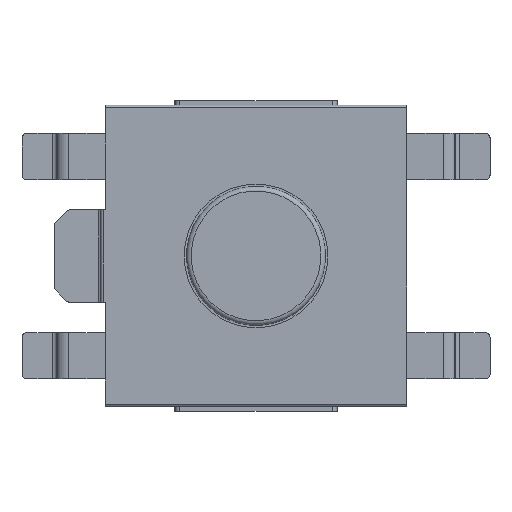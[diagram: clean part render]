
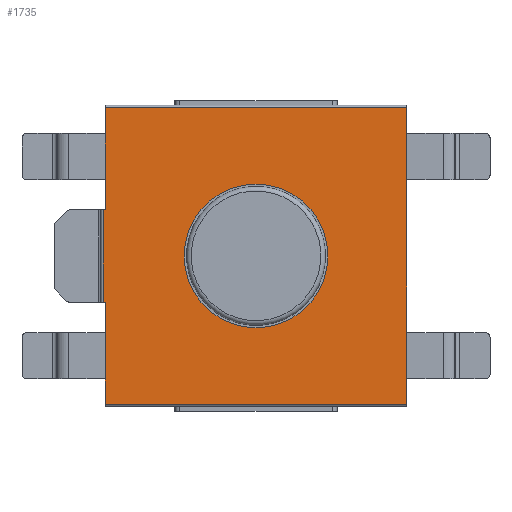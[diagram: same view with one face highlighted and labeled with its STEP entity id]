
A CAD part, top view. The second image highlights one B-rep face of the part: STEP entity #1735.
In plain terms, the highlighted planar face has unit normal (0, 0, 1).
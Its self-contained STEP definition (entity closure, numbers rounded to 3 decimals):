
#109=CIRCLE('',#1903,1.55);
#250=ORIENTED_EDGE('',*,*,#741,.T.);
#251=ORIENTED_EDGE('',*,*,#742,.F.);
#252=ORIENTED_EDGE('',*,*,#743,.T.);
#253=ORIENTED_EDGE('',*,*,#744,.T.);
#254=ORIENTED_EDGE('',*,*,#663,.T.);
#255=ORIENTED_EDGE('',*,*,#745,.T.);
#256=ORIENTED_EDGE('',*,*,#738,.T.);
#257=ORIENTED_EDGE('',*,*,#746,.T.);
#258=ORIENTED_EDGE('',*,*,#672,.T.);
#663=EDGE_CURVE('',#915,#916,#1084,.T.);
#672=EDGE_CURVE('',#925,#924,#1092,.T.);
#738=EDGE_CURVE('',#983,#982,#1139,.T.);
#741=EDGE_CURVE('',#984,#984,#109,.T.);
#742=EDGE_CURVE('',#985,#924,#1141,.T.);
#743=EDGE_CURVE('',#985,#986,#1142,.T.);
#744=EDGE_CURVE('',#986,#915,#1143,.T.);
#745=EDGE_CURVE('',#916,#983,#1144,.T.);
#746=EDGE_CURVE('',#982,#925,#1145,.T.);
#915=VERTEX_POINT('',#2581);
#916=VERTEX_POINT('',#2582);
#924=VERTEX_POINT('',#2599);
#925=VERTEX_POINT('',#2601);
#982=VERTEX_POINT('',#2729);
#983=VERTEX_POINT('',#2731);
#984=VERTEX_POINT('',#2736);
#985=VERTEX_POINT('',#2738);
#986=VERTEX_POINT('',#2740);
#1084=LINE('',#2580,#1269);
#1092=LINE('',#2600,#1277);
#1139=LINE('',#2730,#1324);
#1141=LINE('',#2737,#1326);
#1142=LINE('',#2739,#1327);
#1143=LINE('',#2741,#1328);
#1144=LINE('',#2742,#1329);
#1145=LINE('',#2743,#1330);
#1269=VECTOR('',#2052,1000.);
#1277=VECTOR('',#2064,1000.);
#1324=VECTOR('',#2161,1000.);
#1326=VECTOR('',#2169,1000.);
#1327=VECTOR('',#2170,1000.);
#1328=VECTOR('',#2171,1000.);
#1329=VECTOR('',#2172,1000.);
#1330=VECTOR('',#2173,1000.);
#1464=EDGE_LOOP('',(#250));
#1465=EDGE_LOOP('',(#251,#252,#253,#254,#255,#256,#257,#258));
#1571=FACE_BOUND('',#1464,.T.);
#1572=FACE_BOUND('',#1465,.T.);
#1673=PLANE('',#1902);
#1735=ADVANCED_FACE('',(#1571,#1572),#1673,.T.);
#1902=AXIS2_PLACEMENT_3D('',#2734,#2165,#2166);
#1903=AXIS2_PLACEMENT_3D('',#2735,#2167,#2168);
#2052=DIRECTION('',(1.,0.,0.));
#2064=DIRECTION('',(1.,0.,0.));
#2161=DIRECTION('',(-1.,0.,0.));
#2165=DIRECTION('',(0.,0.,1.));
#2166=DIRECTION('',(1.,0.,0.));
#2167=DIRECTION('',(0.,0.,-1.));
#2168=DIRECTION('',(-1.,0.,0.));
#2169=DIRECTION('',(0.,1.,0.));
#2170=DIRECTION('',(1.,0.,0.));
#2171=DIRECTION('',(0.,1.,0.));
#2172=DIRECTION('',(0.,1.,0.));
#2173=DIRECTION('',(0.,-1.,0.));
#2580=CARTESIAN_POINT('',(-3.25,-3.25,0.));
#2581=CARTESIAN_POINT('',(1.,-3.25,0.));
#2582=CARTESIAN_POINT('',(3.2,-3.25,0.));
#2599=CARTESIAN_POINT('',(-1.,-3.25,0.));
#2600=CARTESIAN_POINT('',(-3.25,-3.25,0.));
#2601=CARTESIAN_POINT('',(-3.2,-3.25,0.));
#2729=CARTESIAN_POINT('',(-3.2,3.25,0.));
#2730=CARTESIAN_POINT('',(3.25,3.25,0.));
#2731=CARTESIAN_POINT('',(3.2,3.25,0.));
#2734=CARTESIAN_POINT('',(0.,0.,0.));
#2735=CARTESIAN_POINT('',(0.,0.,0.));
#2736=CARTESIAN_POINT('',(-1.55,0.,0.));
#2737=CARTESIAN_POINT('',(-1.,-3.35,0.));
#2738=CARTESIAN_POINT('',(-1.,-3.3,0.));
#2739=CARTESIAN_POINT('',(1.,-3.3,0.));
#2740=CARTESIAN_POINT('',(1.,-3.3,0.));
#2741=CARTESIAN_POINT('',(1.,-3.35,0.));
#2742=CARTESIAN_POINT('',(3.2,0.,0.));
#2743=CARTESIAN_POINT('',(-3.2,0.,0.));
